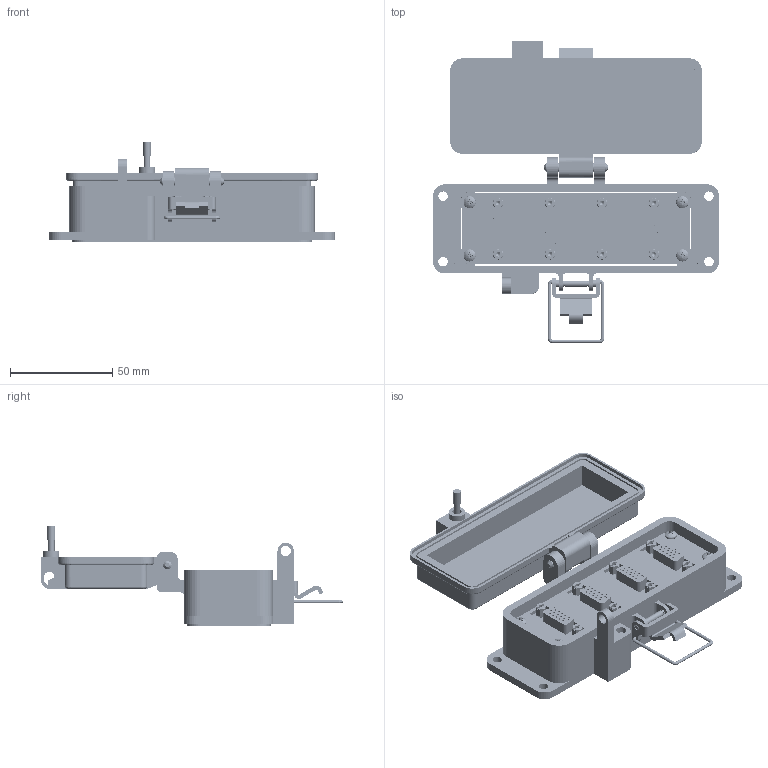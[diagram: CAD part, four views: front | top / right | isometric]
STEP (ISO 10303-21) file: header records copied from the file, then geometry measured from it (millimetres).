
FILE_DESCRIPTION (( 'STEP AP203' ), '1' );
FILE_NAME ('P-Q11#4-H3RX_3D.STEP', '2020-12-09T17:09:08', ( '' ), ( '' ), 'SwSTEP 2.0', 'SolidWorks 2019', '' );
FILE_SCHEMA (( 'CONFIG_CONTROL_DESIGN' ));
Length unit declared in the file: millimetre
Products named in the file (21): Z-BULK-DBH15MF; P-Q11#4-H3RX_TP060_1; P-Q11#4-H3RX_BP240_1; Q11; -H3; Z-H-H3_B; SDH15P_Without Mounting Flange and Solder Cups; Z-000-4243316TFP; Z-001-SPR3_16HX; 92005A124_METRIC PAN HEAD PHILLIPS MACHINE SCREW_92005A124; DGB15MF-MA1; SDH15S_Without Mounting Flange and Solder Cups; P-Q11#4-H3RX_FP060_1; 3AA05-002; P-Q11#4-H3RX_3D
Assembly tree (50 placements, depth 4):
  P-Q11#4-H3RX_3D
    P-Q11#4-H3RX_BP240_1
    P-Q11#4-H3RX_TP060_1
    Z-000-4243316TFP  x5
    Q11
      Z-BULK-DBH15MF
        SDH15S_Without Mounting Flange and Solder Cups
        3AA05-002  x2
        DGB15MF-MA1
        SDH15P_Without Mounting Flange and Solder Cups
      Z-001-SPR3_16HX  x2
    Q11
      Z-BULK-DBH15MF
        SDH15S_Without Mounting Flange and Solder Cups
        3AA05-002  x2
        DGB15MF-MA1
        SDH15P_Without Mounting Flange and Solder Cups
      Z-001-SPR3_16HX  x2
    Q11
      Z-BULK-DBH15MF
        SDH15S_Without Mounting Flange and Solder Cups
        3AA05-002  x2
        DGB15MF-MA1
        SDH15P_Without Mounting Flange and Solder Cups
      Z-001-SPR3_16HX  x2
    Q11
      Z-BULK-DBH15MF
        SDH15S_Without Mounting Flange and Solder Cups
        3AA05-002  x2
        DGB15MF-MA1
        SDH15P_Without Mounting Flange and Solder Cups
      Z-001-SPR3_16HX  x2
    P-Q11#4-H3RX_FP060_1
    -H3
      Z-H-H3_B
    92005A124_METRIC PAN HEAD PHILLIPS MACHINE SCREW_92005A124  x4
Bounding box: 140 x 147.61 x 48.92 mm (x, y, z)
Volume: 111392.7 mm3; surface area: 94567 mm2
Topology: 48 solids, 48 shells, 4710 faces, 12456 edges, 8065 vertices
Faces by surface type: plane 1956, cylinder 1537, bspline 848, cone 345, torus 16, sphere 8
Entity records: 69079 total; most frequent: CARTESIAN_POINT 28904, ORIENTED_EDGE 8430, DIRECTION 6662, EDGE_CURVE 4215, VERTEX_POINT 2781, VECTOR 2424, LINE 2424, AXIS2_PLACEMENT_3D 2119
